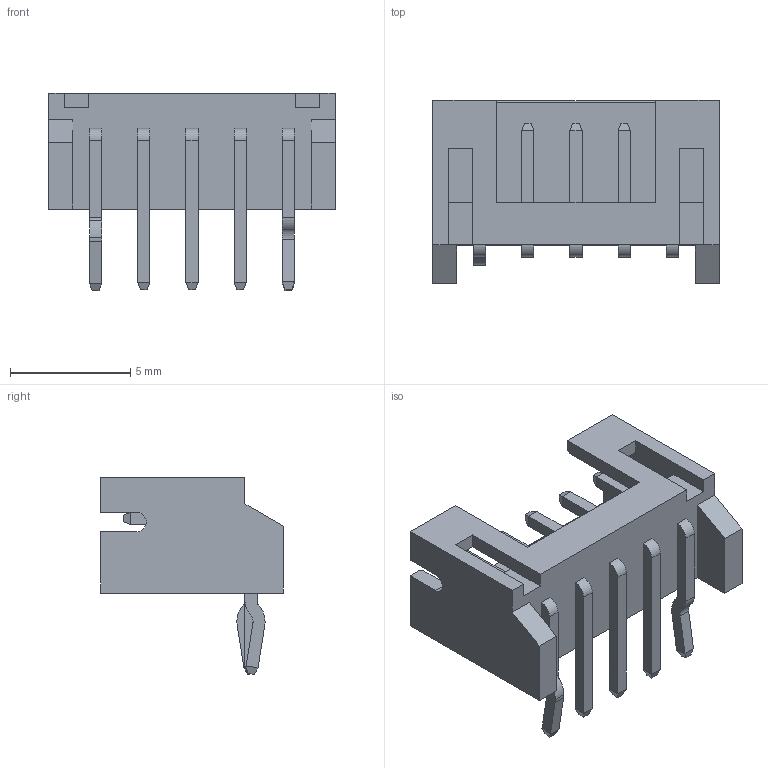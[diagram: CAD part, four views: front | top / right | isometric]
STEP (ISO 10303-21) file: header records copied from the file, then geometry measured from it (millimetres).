
FILE_DESCRIPTION(('FreeCAD Model'),'2;1');
FILE_NAME('Open CASCADE Shape Model','2023-06-28T11:50:27',( 'kicad StepUp'),('ksu MCAD'),'Open CASCADE STEP processor 7.6', 'FreeCAD','Unknown');
FILE_SCHEMA(('AUTOMOTIVE_DESIGN { 1 0 10303 214 1 1 1 1 }'));
Length unit declared in the file: millimetre
Products named in the file (1): JST_PH_5_90_THT
Bounding box: 11.9 x 7.6 x 8.18 mm (x, y, z)
Volume: 174.1 mm3; surface area: 550 mm2
Topology: 6 solids, 6 shells, 164 faces, 422 edges, 266 vertices
Faces by surface type: plane 145, cylinder 19
Entity records: 6091 total; most frequent: CARTESIAN_POINT 853, ORIENTED_EDGE 844, DIRECTION 790, EDGE_CURVE 422, LINE 384, VECTOR 384, VERTEX_POINT 266, AXIS2_PLACEMENT_3D 203
